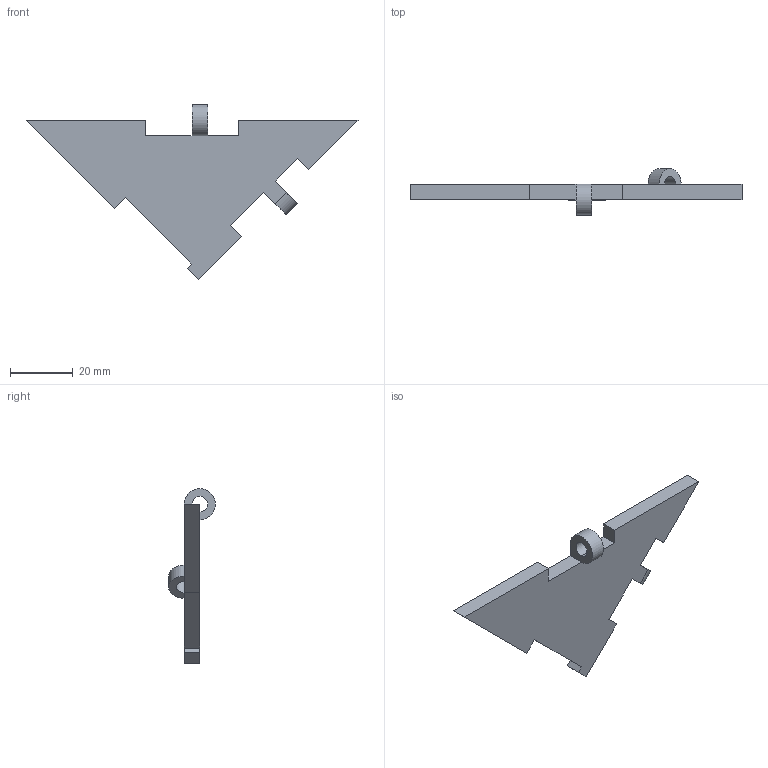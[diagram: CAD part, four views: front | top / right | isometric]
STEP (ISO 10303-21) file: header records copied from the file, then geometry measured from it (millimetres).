
FILE_DESCRIPTION (( 'STEP AP203' ), '1' );
FILE_NAME ('small_tri_top_mir_Default_sldprt.STEP', '2024-03-12T14:44:17', ( '' ), ( '' ), 'SwSTEP 2.0', 'SolidWorks 2021', '' );
FILE_SCHEMA (( 'CONFIG_CONTROL_DESIGN' ));
Length unit declared in the file: millimetre
Products named in the file (1): small_tri_top_mir_Default_sldprt
Bounding box: 106.07 x 15 x 55.91 mm (x, y, z)
Volume: 12380.2 mm3; surface area: 6745.1 mm2
Topology: 1 solids, 1 shells, 30 faces, 80 edges, 52 vertices
Faces by surface type: plane 23, cylinder 7
Entity records: 1011 total; most frequent: CARTESIAN_POINT 163, ORIENTED_EDGE 160, DIRECTION 156, EDGE_CURVE 80, VECTOR 66, LINE 66, VERTEX_POINT 52, AXIS2_PLACEMENT_3D 45
